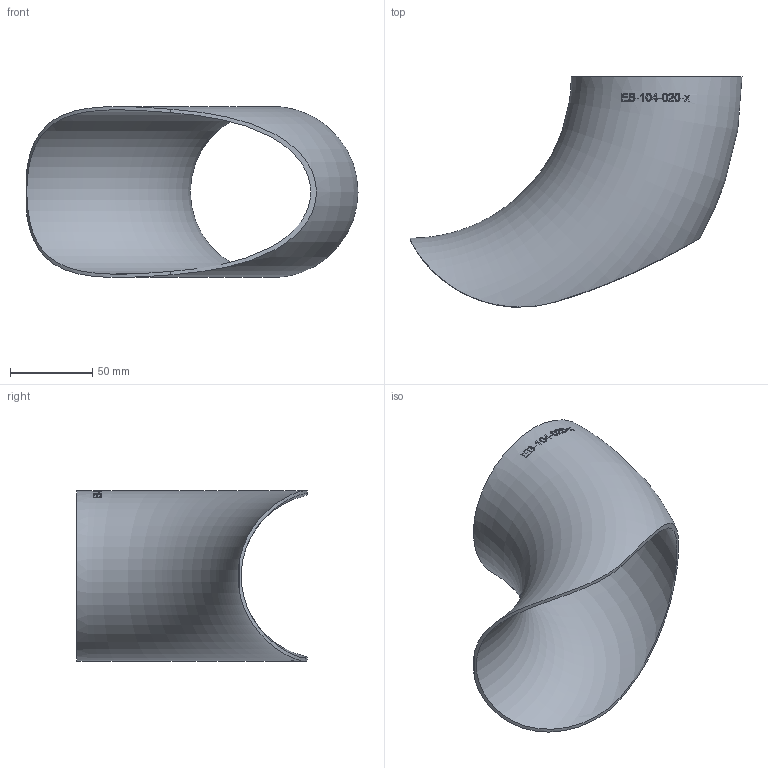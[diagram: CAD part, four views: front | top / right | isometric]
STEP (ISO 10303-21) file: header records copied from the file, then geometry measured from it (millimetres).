
FILE_DESCRIPTION (( 'STEP AP214' ), '1' );
FILE_NAME ('EB-104-020-x Einschweissbogen 2210.STEP', '2022-10-18T10:00:50', ( '' ), ( '' ), 'SwSTEP 2.0', 'SolidWorks 2019', '' );
FILE_SCHEMA (( 'AUTOMOTIVE_DESIGN' ));
Length unit declared in the file: millimetre
Products named in the file (1): EB-104-020-x Einschweissbogen 2210
Bounding box: 202 x 140.12 x 104.04 mm (x, y, z)
Volume: 95849 mm3; surface area: 97662 mm2
Topology: 1 solids, 1 shells, 146 faces, 385 edges, 258 vertices
Faces by surface type: bspline 123, torus 20, plane 2, cylinder 1
Entity records: 18041 total; most frequent: CARTESIAN_POINT 14036, ORIENTED_EDGE 762, EDGE_CURVE 381, B_SPLINE_CURVE_WITH_KNOTS 375, VERTEX_POINT 256, EDGE_LOOP 167, FACE_OUTER_BOUND 148, ADVANCED_FACE 146
